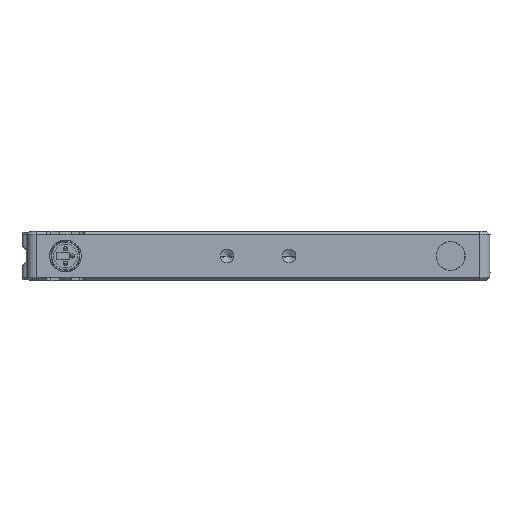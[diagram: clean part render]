
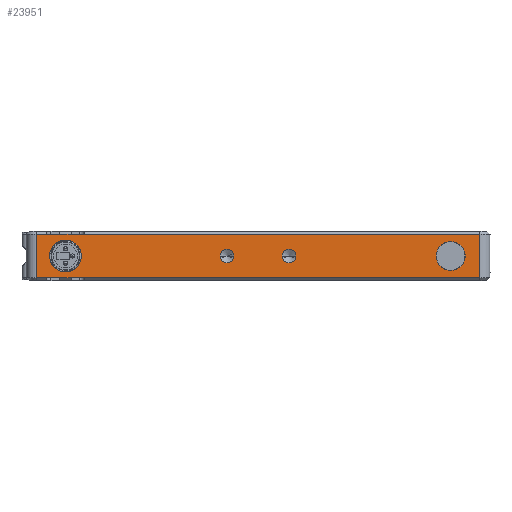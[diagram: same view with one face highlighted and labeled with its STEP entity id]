
A CAD part, left-side view. The second image highlights one B-rep face of the part: STEP entity #23951.
In plain terms, the highlighted planar face has unit normal (-1, 0, 0).
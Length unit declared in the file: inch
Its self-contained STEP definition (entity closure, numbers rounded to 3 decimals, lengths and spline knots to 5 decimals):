
#5631=DIRECTION('',(0.,-1.,0.));
#5632=VECTOR('',#5631,0.09843);
#5633=CARTESIAN_POINT('',(-1.9685,2.1063,
0.20669));
#5634=LINE('',#5633,#5632);
#5635=DIRECTION('',(0.,1.,0.));
#5636=VECTOR('',#5635,0.35433);
#5637=CARTESIAN_POINT('',(-1.9685,1.65354,
0.20669));
#5638=LINE('',#5637,#5636);
#5639=DIRECTION('',(0.,-1.,0.));
#5640=VECTOR('',#5639,3.75984);
#5641=CARTESIAN_POINT('',(-1.9685,1.65354,
0.20669));
#5642=LINE('',#5641,#5640);
#5643=DIRECTION('',(0.,0.,-1.));
#5644=VECTOR('',#5643,0.41339);
#5645=CARTESIAN_POINT('',(-1.9685,-2.1063,
0.20669));
#5646=LINE('',#5645,#5644);
#5647=DIRECTION('',(0.,1.,0.));
#5648=VECTOR('',#5647,3.75984);
#5649=CARTESIAN_POINT('',(-1.9685,-2.1063,
-0.20669));
#5650=LINE('',#5649,#5648);
#5651=DIRECTION('',(0.,1.,0.));
#5652=VECTOR('',#5651,0.35433);
#5653=CARTESIAN_POINT('',(-1.9685,1.65354,
-0.20669));
#5654=LINE('',#5653,#5652);
#5655=DIRECTION('',(0.,1.,0.));
#5656=VECTOR('',#5655,0.09843);
#5657=CARTESIAN_POINT('',(-1.9685,2.00787,
-0.20669));
#5658=LINE('',#5657,#5656);
#5659=DIRECTION('',(0.,0.,-1.));
#5660=VECTOR('',#5659,0.41339);
#5661=CARTESIAN_POINT('',(-1.9685,2.1063,
0.20669));
#5662=LINE('',#5661,#5660);
#5663=CARTESIAN_POINT('',(-1.9685,-1.83071,0.));
#5664=DIRECTION('',(1.,0.,0.));
#5665=DIRECTION('',(0.,1.,0.));
#5666=AXIS2_PLACEMENT_3D('',#5663,#5664,#5665);
#5668=CARTESIAN_POINT('',(-1.9685,-1.83071,0.));
#5669=DIRECTION('',(1.,0.,0.));
#5670=DIRECTION('',(0.,-1.,0.));
#5671=AXIS2_PLACEMENT_3D('',#5668,#5669,#5670);
#5673=CARTESIAN_POINT('',(-1.9685,0.29528,0.));
#5674=DIRECTION('',(-1.,0.,0.));
#5675=DIRECTION('',(0.,1.,0.));
#5676=AXIS2_PLACEMENT_3D('',#5673,#5674,#5675);
#5678=CARTESIAN_POINT('',(-1.9685,0.29528,0.));
#5679=DIRECTION('',(-1.,0.,0.));
#5680=DIRECTION('',(0.,-1.,0.));
#5681=AXIS2_PLACEMENT_3D('',#5678,#5679,#5680);
#5683=CARTESIAN_POINT('',(-1.9685,-0.29528,0.));
#5684=DIRECTION('',(-1.,0.,0.));
#5685=DIRECTION('',(0.,1.,0.));
#5686=AXIS2_PLACEMENT_3D('',#5683,#5684,#5685);
#5688=CARTESIAN_POINT('',(-1.9685,-0.29528,0.));
#5689=DIRECTION('',(-1.,0.,0.));
#5690=DIRECTION('',(0.,-1.,0.));
#5691=AXIS2_PLACEMENT_3D('',#5688,#5689,#5690);
#5693=CARTESIAN_POINT('',(-1.9685,1.83071,0.));
#5694=DIRECTION('',(-1.,0.,0.));
#5695=DIRECTION('',(0.,0.,1.));
#5696=AXIS2_PLACEMENT_3D('',#5693,#5694,#5695);
#5698=CARTESIAN_POINT('',(-1.9685,1.83071,0.));
#5699=DIRECTION('',(-1.,0.,0.));
#5700=DIRECTION('',(0.,0.,-1.));
#5701=AXIS2_PLACEMENT_3D('',#5698,#5699,#5700);
#14461=CARTESIAN_POINT('',(-1.9685,-1.69291,0.));
#14462=CARTESIAN_POINT('',(-1.9685,-1.9685,0.));
#14463=VERTEX_POINT('',#14461);
#14464=VERTEX_POINT('',#14462);
#14552=CARTESIAN_POINT('',(-1.9685,2.00787,
0.20669));
#14554=VERTEX_POINT('',#14552);
#14555=CARTESIAN_POINT('',(-1.9685,2.1063,
0.20669));
#14556=VERTEX_POINT('',#14555);
#14577=CARTESIAN_POINT('',(-1.9685,-2.1063,
0.20669));
#14578=VERTEX_POINT('',#14577);
#14579=CARTESIAN_POINT('',(-1.9685,1.65354,
0.20669));
#14581=VERTEX_POINT('',#14579);
#14584=CARTESIAN_POINT('',(-1.9685,1.65354,
-0.20669));
#14586=VERTEX_POINT('',#14584);
#14587=CARTESIAN_POINT('',(-1.9685,-2.1063,
-0.20669));
#14588=VERTEX_POINT('',#14587);
#14609=CARTESIAN_POINT('',(-1.9685,2.1063,
-0.20669));
#14610=VERTEX_POINT('',#14609);
#14611=CARTESIAN_POINT('',(-1.9685,2.00787,
-0.20669));
#14613=VERTEX_POINT('',#14611);
#14705=CARTESIAN_POINT('',(-1.9685,0.36024,0.));
#14706=CARTESIAN_POINT('',(-1.9685,0.23031,0.));
#14707=VERTEX_POINT('',#14705);
#14708=VERTEX_POINT('',#14706);
#14715=CARTESIAN_POINT('',(-1.9685,-0.23031,0.));
#14716=CARTESIAN_POINT('',(-1.9685,-0.36024,0.));
#14717=VERTEX_POINT('',#14715);
#14718=VERTEX_POINT('',#14716);
#17394=CARTESIAN_POINT('',(-1.9685,1.83071,0.128));
#17395=CARTESIAN_POINT('',(-1.9685,1.83071,-0.128));
#17396=VERTEX_POINT('',#17394);
#17397=VERTEX_POINT('',#17395);
#23908=CARTESIAN_POINT('',(-1.9685,2.20472,
-0.23622));
#23909=DIRECTION('',(-1.,0.,0.));
#23910=DIRECTION('',(0.,-1.,0.));
#23911=AXIS2_PLACEMENT_3D('',#23908,#23909,#23910);
#23912=PLANE('',#23911);
#23913=ORIENTED_EDGE('',*,*,#23845,.T.);
#23914=ORIENTED_EDGE('',*,*,#23885,.F.);
#23916=ORIENTED_EDGE('',*,*,#23915,.T.);
#23918=ORIENTED_EDGE('',*,*,#23917,.T.);
#23919=ORIENTED_EDGE('',*,*,#23675,.T.);
#23921=ORIENTED_EDGE('',*,*,#23920,.T.);
#23922=ORIENTED_EDGE('',*,*,#23761,.T.);
#23924=ORIENTED_EDGE('',*,*,#23923,.F.);
#23925=EDGE_LOOP('',(#23913,#23914,#23916,#23918,#23919,#23921,#23922,#23924));
#23926=FACE_OUTER_BOUND('',#23925,.F.);
#23928=ORIENTED_EDGE('',*,*,#23927,.F.);
#23930=ORIENTED_EDGE('',*,*,#23929,.F.);
#23931=EDGE_LOOP('',(#23928,#23930));
#23932=FACE_BOUND('',#23931,.F.);
#23934=ORIENTED_EDGE('',*,*,#23933,.T.);
#23936=ORIENTED_EDGE('',*,*,#23935,.T.);
#23937=EDGE_LOOP('',(#23934,#23936));
#23938=FACE_BOUND('',#23937,.F.);
#23940=ORIENTED_EDGE('',*,*,#23939,.T.);
#23942=ORIENTED_EDGE('',*,*,#23941,.T.);
#23943=EDGE_LOOP('',(#23940,#23942));
#23944=FACE_BOUND('',#23943,.F.);
#23946=ORIENTED_EDGE('',*,*,#23945,.T.);
#23948=ORIENTED_EDGE('',*,*,#23947,.T.);
#23949=EDGE_LOOP('',(#23946,#23948));
#23950=FACE_BOUND('',#23949,.F.);
#23951=ADVANCED_FACE('',(#23926,#23932,#23938,#23944,#23950),#23912,.T.);
#5667=CIRCLE('',#5666,0.1378);
#5672=CIRCLE('',#5671,0.1378);
#5677=CIRCLE('',#5676,0.06496);
#5682=CIRCLE('',#5681,0.06496);
#5687=CIRCLE('',#5686,0.06496);
#5692=CIRCLE('',#5691,0.06496);
#5697=CIRCLE('',#5696,0.128);
#5702=CIRCLE('',#5701,0.128);
#23675=EDGE_CURVE('',#14588,#14586,#5650,.T.);
#23761=EDGE_CURVE('',#14613,#14610,#5658,.T.);
#23845=EDGE_CURVE('',#14556,#14554,#5634,.T.);
#23885=EDGE_CURVE('',#14581,#14554,#5638,.T.);
#23915=EDGE_CURVE('',#14581,#14578,#5642,.T.);
#23917=EDGE_CURVE('',#14578,#14588,#5646,.T.);
#23920=EDGE_CURVE('',#14586,#14613,#5654,.T.);
#23923=EDGE_CURVE('',#14556,#14610,#5662,.T.);
#23927=EDGE_CURVE('',#14463,#14464,#5667,.T.);
#23929=EDGE_CURVE('',#14464,#14463,#5672,.T.);
#23933=EDGE_CURVE('',#14707,#14708,#5677,.T.);
#23935=EDGE_CURVE('',#14708,#14707,#5682,.T.);
#23939=EDGE_CURVE('',#14717,#14718,#5687,.T.);
#23941=EDGE_CURVE('',#14718,#14717,#5692,.T.);
#23945=EDGE_CURVE('',#17396,#17397,#5697,.T.);
#23947=EDGE_CURVE('',#17397,#17396,#5702,.T.);
